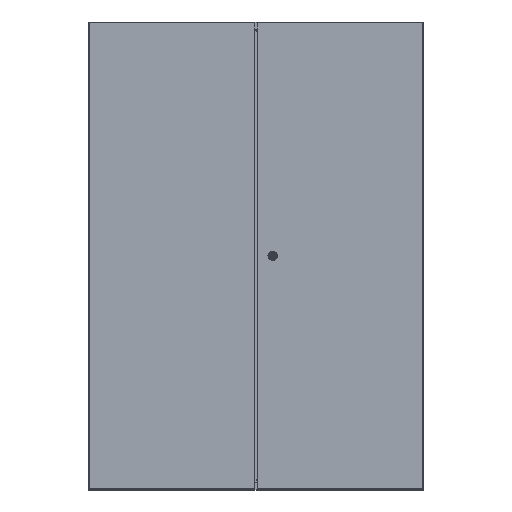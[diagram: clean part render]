
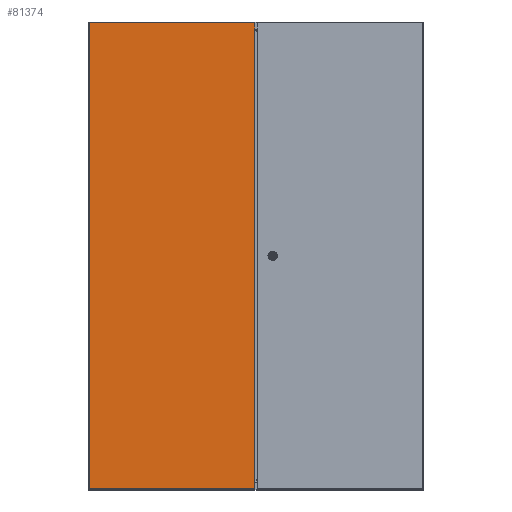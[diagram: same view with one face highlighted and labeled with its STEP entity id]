
A CAD part, top view. The second image highlights one B-rep face of the part: STEP entity #81374.
In plain terms, the highlighted planar face has unit normal (0, 0, 1).
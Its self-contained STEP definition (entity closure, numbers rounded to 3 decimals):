
#335 = CARTESIAN_POINT ( 'NONE',  ( 2.5, 1397., 17.5 ) ) ;
#367 = CARTESIAN_POINT ( 'NONE',  ( 2.5, 3., 17.5 ) ) ;
#4210 = PLANE ( 'NONE',  #57796 ) ;
#4472 = ORIENTED_EDGE ( 'NONE', *, *, #22033, .T. ) ;
#5957 = ORIENTED_EDGE ( 'NONE', *, *, #63056, .T. ) ;
#8902 = LINE ( 'NONE', #22601, #50158 ) ;
#11254 = EDGE_LOOP ( 'NONE', ( #5957, #18531, #4472, #23257 ) ) ;
#12901 = EDGE_CURVE ( 'NONE', #75421, #45500, #24451, .T. ) ;
#18531 = ORIENTED_EDGE ( 'NONE', *, *, #12901, .T. ) ;
#19762 = LINE ( 'NONE', #26390, #81292 ) ;
#22033 = EDGE_CURVE ( 'NONE', #45500, #45989, #19762, .T. ) ;
#22601 = CARTESIAN_POINT ( 'NONE',  ( 2.5, 1397., 17.5 ) ) ;
#23257 = ORIENTED_EDGE ( 'NONE', *, *, #35417, .T. ) ;
#24451 = LINE ( 'NONE', #39939, #75351 ) ;
#26390 = CARTESIAN_POINT ( 'NONE',  ( 497., 1397., 17.5 ) ) ;
#31099 = DIRECTION ( 'NONE',  ( 1., 0., 0. ) ) ;
#35417 = EDGE_CURVE ( 'NONE', #45989, #69852, #8902, .T. ) ;
#35845 = CARTESIAN_POINT ( 'NONE',  ( 497., 3., 17.5 ) ) ;
#39939 = CARTESIAN_POINT ( 'NONE',  ( 2.5, 3., 17.5 ) ) ;
#45036 = CARTESIAN_POINT ( 'NONE',  ( 497., 1397., 17.5 ) ) ;
#45500 = VERTEX_POINT ( 'NONE', #35845 ) ;
#45989 = VERTEX_POINT ( 'NONE', #45036 ) ;
#46032 = DIRECTION ( 'NONE',  ( -1., 0., 0. ) ) ;
#50158 = VECTOR ( 'NONE', #46032, 1000. ) ;
#56962 = CARTESIAN_POINT ( 'NONE',  ( 2.5, 1397., 17.5 ) ) ;
#57796 = AXIS2_PLACEMENT_3D ( 'NONE', #89686, #61063, #31099 ) ;
#61027 = DIRECTION ( 'NONE',  ( 1., 0., 0. ) ) ;
#61063 = DIRECTION ( 'NONE',  ( 0., 0., 1. ) ) ;
#63056 = EDGE_CURVE ( 'NONE', #69852, #75421, #71932, .T. ) ;
#69852 = VERTEX_POINT ( 'NONE', #335 ) ;
#71932 = LINE ( 'NONE', #56962, #84172 ) ;
#75351 = VECTOR ( 'NONE', #61027, 1000. ) ;
#75421 = VERTEX_POINT ( 'NONE', #367 ) ;
#81292 = VECTOR ( 'NONE', #85415, 1000. ) ;
#81374 = ADVANCED_FACE ( 'NONE', ( #85944 ), #4210, .T. ) ;
#84172 = VECTOR ( 'NONE', #86483, 1000. ) ;
#85415 = DIRECTION ( 'NONE',  ( 0., 1., 0. ) ) ;
#85944 = FACE_OUTER_BOUND ( 'NONE', #11254, .T. ) ;
#86483 = DIRECTION ( 'NONE',  ( 0., -1., 0. ) ) ;
#89686 = CARTESIAN_POINT ( 'NONE',  ( 0., 0., 17.5 ) ) ;
